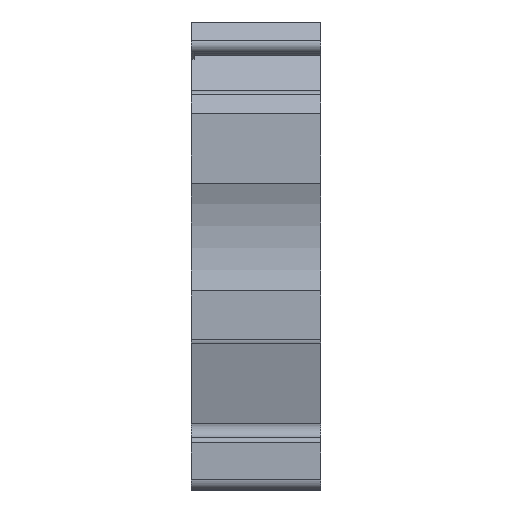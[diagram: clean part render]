
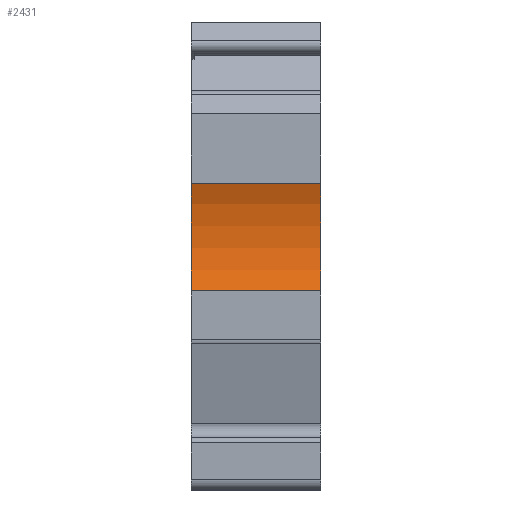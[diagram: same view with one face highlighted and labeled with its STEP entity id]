
A CAD part, left-side view. The second image highlights one B-rep face of the part: STEP entity #2431.
In plain terms, the highlighted cylindrical face has radius 13 mm (diameter 26 mm), a partial arc.
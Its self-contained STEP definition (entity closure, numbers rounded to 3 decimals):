
#31=CYLINDRICAL_SURFACE('',#2611,13.);
#60=CIRCLE('',#2560,13.);
#85=CIRCLE('',#2612,13.);
#373=ORIENTED_EDGE('',*,*,#1021,.T.);
#374=ORIENTED_EDGE('',*,*,#930,.T.);
#375=ORIENTED_EDGE('',*,*,#1023,.T.);
#376=ORIENTED_EDGE('',*,*,#1024,.F.);
#930=EDGE_CURVE('',#1276,#1275,#60,.T.);
#1021=EDGE_CURVE('',#1340,#1276,#1577,.T.);
#1023=EDGE_CURVE('',#1275,#1341,#1579,.F.);
#1024=EDGE_CURVE('',#1340,#1341,#85,.T.);
#1275=VERTEX_POINT('',#3630);
#1276=VERTEX_POINT('',#3632);
#1340=VERTEX_POINT('',#3813);
#1341=VERTEX_POINT('',#3817);
#1577=LINE('',#3812,#1876);
#1579=LINE('',#3816,#1878);
#1876=VECTOR('',#3048,1000.);
#1878=VECTOR('',#3052,1000.);
#2051=EDGE_LOOP('',(#373,#374,#375,#376));
#2192=FACE_BOUND('',#2051,.T.);
#2431=ADVANCED_FACE('',(#2192),#31,.F.);
#2560=AXIS2_PLACEMENT_3D('',#3631,#2880,#2881);
#2611=AXIS2_PLACEMENT_3D('',#3815,#3050,#3051);
#2612=AXIS2_PLACEMENT_3D('',#3818,#3053,#3054);
#2880=DIRECTION('',(0.,-1.,0.));
#2881=DIRECTION('',(-1.,0.,0.));
#3048=DIRECTION('',(0.,-1.,0.));
#3050=DIRECTION('',(0.,-1.,0.));
#3051=DIRECTION('',(0.,0.,-1.));
#3052=DIRECTION('',(0.,-1.,0.));
#3053=DIRECTION('',(0.,-1.,0.));
#3054=DIRECTION('',(0.,0.,-1.));
#3630=CARTESIAN_POINT('',(-53.8,0.,6.749));
#3631=CARTESIAN_POINT('',(-65.8,0.,1.749));
#3632=CARTESIAN_POINT('',(-53.8,0.,-3.251));
#3812=CARTESIAN_POINT('',(-53.8,116.679,-3.251));
#3813=CARTESIAN_POINT('',(-53.8,12.,-3.251));
#3815=CARTESIAN_POINT('',(-65.8,116.679,1.749));
#3816=CARTESIAN_POINT('',(-53.8,116.679,6.749));
#3817=CARTESIAN_POINT('',(-53.8,12.,6.749));
#3818=CARTESIAN_POINT('',(-65.8,12.,1.749));
